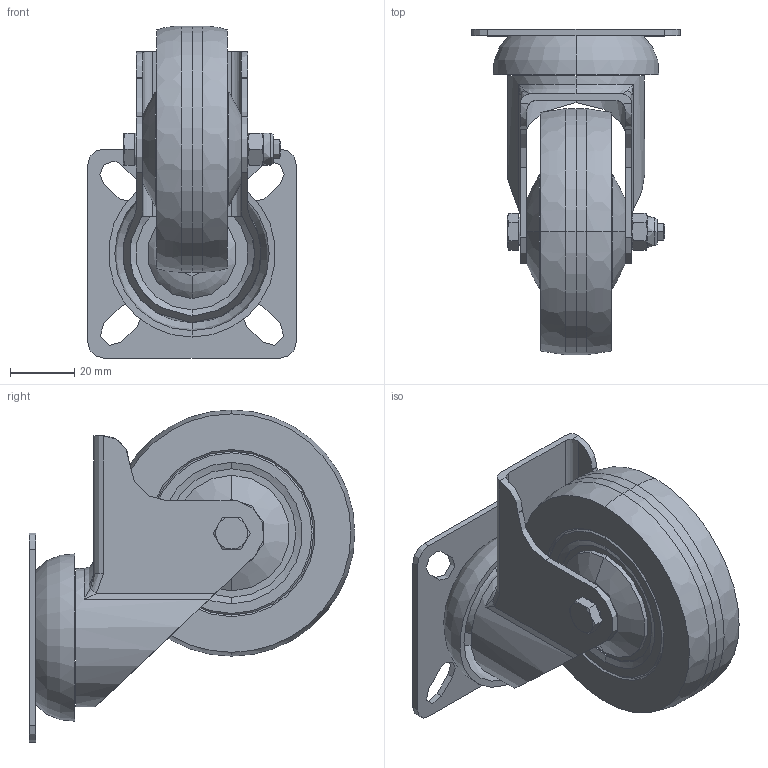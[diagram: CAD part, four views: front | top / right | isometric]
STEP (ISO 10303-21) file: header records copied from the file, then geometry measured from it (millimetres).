
FILE_DESCRIPTION (( 'STEP AP214' ), '1' );
FILE_NAME ('3 Inch Castor Wheel - Plysales.STEP', '2021-12-02T19:20:43', ( '' ), ( '' ), 'SwSTEP 2.0', 'SolidWorks 2020', '' );
FILE_SCHEMA (( 'AUTOMOTIVE_DESIGN' ));
Length unit declared in the file: millimetre
Products named in the file (1): 3 Inch Castor Wheel - Plysales
Bounding box: 65 x 101.3 x 103.29 mm (x, y, z)
Volume: 132166.4 mm3; surface area: 44151.5 mm2
Topology: 5 solids, 5 shells, 199 faces, 461 edges, 281 vertices
Faces by surface type: plane 67, cylinder 60, cone 40, torus 28, bspline 4
Entity records: 6268 total; most frequent: CARTESIAN_POINT 1326, DIRECTION 1024, ORIENTED_EDGE 918, EDGE_CURVE 459, AXIS2_PLACEMENT_3D 421, VERTEX_POINT 281, EDGE_LOOP 228, CIRCLE 225
